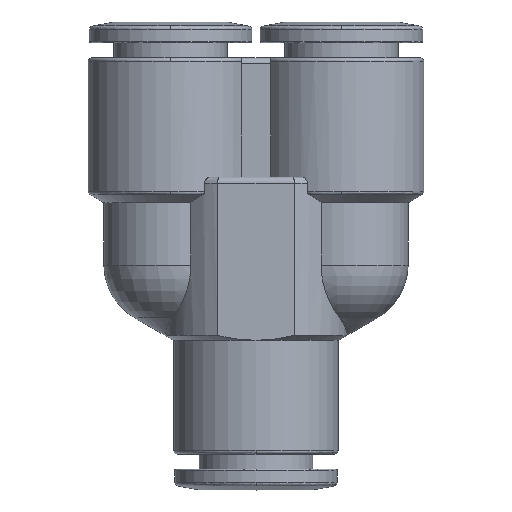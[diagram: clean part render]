
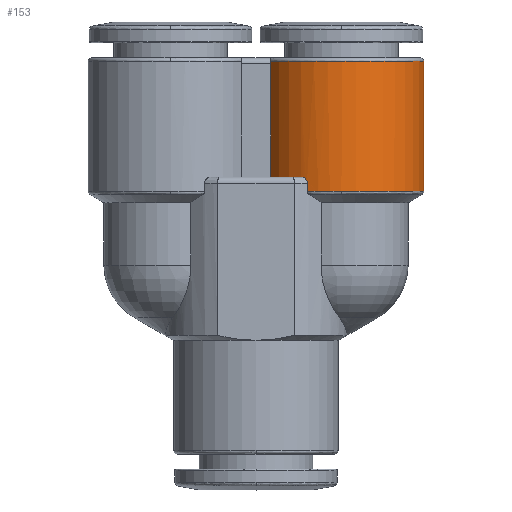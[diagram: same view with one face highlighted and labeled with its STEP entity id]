
A CAD part, top view. The second image highlights one B-rep face of the part: STEP entity #153.
In plain terms, the highlighted cylindrical face has radius 6.8 mm (diameter 13.6 mm), a partial arc.
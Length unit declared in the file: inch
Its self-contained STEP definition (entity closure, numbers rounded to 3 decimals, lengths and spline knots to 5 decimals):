
#31 = CARTESIAN_POINT ( 'NONE',  ( 0.04803, 0.90099, 0.1378 ) ) ;
#75 = CARTESIAN_POINT ( 'NONE',  ( 0.14649, 0.53031, 0.23344 ) ) ;
#78 = CARTESIAN_POINT ( 'NONE',  ( 0.54528, 0.69496, 0. ) ) ;
#153 = ADVANCED_FACE ( 'NONE', ( #1454 ), #3314, .T. ) ;
#285 = CARTESIAN_POINT ( 'NONE',  ( 0.04803, 0.69496, 0.1378 ) ) ;
#306 = DIRECTION ( 'NONE',  ( 1., 0., 0. ) ) ;
#418 = DIRECTION ( 'NONE',  ( 1., 0., 0. ) ) ;
#433 = VERTEX_POINT ( 'NONE', #1360 ) ;
#465 = VERTEX_POINT ( 'NONE', #75 ) ;
#480 = ORIENTED_EDGE ( 'NONE', *, *, #1011, .F. ) ;
#534 = EDGE_CURVE ( 'NONE', #1610, #1756, #3425, .T. ) ;
#547 = VERTEX_POINT ( 'NONE', #1466 ) ;
#592 = EDGE_CURVE ( 'NONE', #433, #1133, #959, .T. ) ;
#711 = VERTEX_POINT ( 'NONE', #1452 ) ;
#785 = DIRECTION ( 'NONE',  ( 0., 1., 0. ) ) ;
#876 = AXIS2_PLACEMENT_3D ( 'NONE', #2927, #4397, #306 ) ;
#878 = EDGE_CURVE ( 'NONE', #1610, #711, #4608, .T. ) ;
#935 = CIRCLE ( 'NONE', #2241, 0.26772 ) ;
#959 = CIRCLE ( 'NONE', #3805, 0.26772 ) ;
#1011 = EDGE_CURVE ( 'NONE', #2775, #433, #3278, .T. ) ;
#1036 = EDGE_CURVE ( 'NONE', #1133, #2251, #4754, .T. ) ;
#1059 = LINE ( 'NONE', #285, #4489 ) ;
#1070 = DIRECTION ( 'NONE',  ( 0., -1., 0. ) ) ;
#1133 = VERTEX_POINT ( 'NONE', #1143 ) ;
#1143 = CARTESIAN_POINT ( 'NONE',  ( 0.54528, 0.90612, 0. ) ) ;
#1161 = DIRECTION ( 'NONE',  ( 0., 1., 0. ) ) ;
#1225 = CARTESIAN_POINT ( 'NONE',  ( 0.27756, 0.90612, 0. ) ) ;
#1291 = ORIENTED_EDGE ( 'NONE', *, *, #4075, .T. ) ;
#1360 = CARTESIAN_POINT ( 'NONE',  ( 0.04705, 0.90612, 0.13615 ) ) ;
#1387 = DIRECTION ( 'NONE',  ( 0., -1., 0. ) ) ;
#1449 = CARTESIAN_POINT ( 'NONE',  ( 0.04768, 0.90367, 0.13722 ) ) ;
#1452 = CARTESIAN_POINT ( 'NONE',  ( 0.16673, 0.51063, 0.2437 ) ) ;
#1454 = FACE_OUTER_BOUND ( 'NONE', #4386, .T. ) ;
#1466 = CARTESIAN_POINT ( 'NONE',  ( 0.04803, 0.53031, 0.1378 ) ) ;
#1470 = CARTESIAN_POINT ( 'NONE',  ( 0.04803, 0.89825, 0.1378 ) ) ;
#1600 = DIRECTION ( 'NONE',  ( 0., 1., 0. ) ) ;
#1610 = VERTEX_POINT ( 'NONE', #3418 ) ;
#1625 = CARTESIAN_POINT ( 'NONE',  ( 0.27756, 0.53031, 0. ) ) ;
#1743 = DIRECTION ( 'NONE',  ( 1., 0., 0. ) ) ;
#1756 = VERTEX_POINT ( 'NONE', #3221 ) ;
#1835 = CARTESIAN_POINT ( 'NONE',  ( 0.04705, 0.90612, 0.13615 ) ) ;
#2148 = CARTESIAN_POINT ( 'NONE',  ( 0.04803, 0.89825, 0.1378 ) ) ;
#2186 = AXIS2_PLACEMENT_3D ( 'NONE', #3667, #1161, #418 ) ;
#2241 = AXIS2_PLACEMENT_3D ( 'NONE', #3351, #3711, #1743 ) ;
#2251 = VERTEX_POINT ( 'NONE', #3760 ) ;
#2298 = DIRECTION ( 'NONE',  ( 1., 0., 0. ) ) ;
#2438 = CARTESIAN_POINT ( 'NONE',  ( 0.15137, 0.53031, 0.23618 ) ) ;
#2547 = ORIENTED_EDGE ( 'NONE', *, *, #4390, .T. ) ;
#2651 = VECTOR ( 'NONE', #1600, 39.37008 ) ;
#2775 = VERTEX_POINT ( 'NONE', #2148 ) ;
#2927 = CARTESIAN_POINT ( 'NONE',  ( 0.27756, 0.69496, 0. ) ) ;
#3087 = ORIENTED_EDGE ( 'NONE', *, *, #4660, .T. ) ;
#3111 = CARTESIAN_POINT ( 'NONE',  ( 0.16673, 0.51063, 0.2437 ) ) ;
#3112 = CARTESIAN_POINT ( 'NONE',  ( 0.16673, 0.26516, 0.2437 ) ) ;
#3138 = EDGE_CURVE ( 'NONE', #465, #711, #3771, .T. ) ;
#3182 = CARTESIAN_POINT ( 'NONE',  ( 0.16609, 0.51616, 0.24341 ) ) ;
#3198 = VECTOR ( 'NONE', #1070, 39.37008 ) ;
#3221 = CARTESIAN_POINT ( 'NONE',  ( 0.27756, 0.48381, 0.26772 ) ) ;
#3278 = B_SPLINE_CURVE_WITH_KNOTS ( 'NONE', 3,
 ( #1470, #31, #1449, #1835 ),
 .UNSPECIFIED., .F., .F.,
 ( 4, 4 ),
 ( 0., 0.00021 ),
 .UNSPECIFIED. ) ;
#3314 = CYLINDRICAL_SURFACE ( 'NONE', #876, 0.26772 ) ;
#3341 = ORIENTED_EDGE ( 'NONE', *, *, #1036, .F. ) ;
#3351 = CARTESIAN_POINT ( 'NONE',  ( 0.27756, 0.48381, 0. ) ) ;
#3418 = CARTESIAN_POINT ( 'NONE',  ( 0.16673, 0.48381, 0.2437 ) ) ;
#3425 = CIRCLE ( 'NONE', #2186, 0.26772 ) ;
#3618 = ORIENTED_EDGE ( 'NONE', *, *, #534, .T. ) ;
#3667 = CARTESIAN_POINT ( 'NONE',  ( 0.27756, 0.48381, 0. ) ) ;
#3690 = ORIENTED_EDGE ( 'NONE', *, *, #3138, .T. ) ;
#3711 = DIRECTION ( 'NONE',  ( 0., 1., 0. ) ) ;
#3760 = CARTESIAN_POINT ( 'NONE',  ( 0.54528, 0.48381, 0. ) ) ;
#3771 = B_SPLINE_CURVE_WITH_KNOTS ( 'NONE', 3,
 ( #4266, #2438, #3907, #4241, #3927, #3182, #3836, #3111 ),
 .UNSPECIFIED., .F., .F.,
 ( 4, 2, 2, 4 ),
 ( 0., 0.00042, 0.00063, 0.00084 ),
 .UNSPECIFIED. ) ;
#3782 = AXIS2_PLACEMENT_3D ( 'NONE', #1625, #785, #2298 ) ;
#3796 = DIRECTION ( 'NONE',  ( 0., 0., -1. ) ) ;
#3805 = AXIS2_PLACEMENT_3D ( 'NONE', #1225, #4154, #3796 ) ;
#3836 = CARTESIAN_POINT ( 'NONE',  ( 0.16673, 0.51344, 0.2437 ) ) ;
#3907 = CARTESIAN_POINT ( 'NONE',  ( 0.15624, 0.52852, 0.23869 ) ) ;
#3927 = CARTESIAN_POINT ( 'NONE',  ( 0.16374, 0.52115, 0.24232 ) ) ;
#4075 = EDGE_CURVE ( 'NONE', #2775, #547, #1059, .T. ) ;
#4154 = DIRECTION ( 'NONE',  ( 0., 1., 0. ) ) ;
#4241 = CARTESIAN_POINT ( 'NONE',  ( 0.16211, 0.52326, 0.24155 ) ) ;
#4266 = CARTESIAN_POINT ( 'NONE',  ( 0.14649, 0.53031, 0.23344 ) ) ;
#4386 = EDGE_LOOP ( 'NONE', ( #3341, #4392, #480, #1291, #3087, #3690, #4529, #3618, #2547 ) ) ;
#4390 = EDGE_CURVE ( 'NONE', #1756, #2251, #935, .T. ) ;
#4392 = ORIENTED_EDGE ( 'NONE', *, *, #592, .F. ) ;
#4397 = DIRECTION ( 'NONE',  ( 0., -1., 0. ) ) ;
#4401 = CIRCLE ( 'NONE', #3782, 0.26772 ) ;
#4489 = VECTOR ( 'NONE', #1387, 39.37008 ) ;
#4529 = ORIENTED_EDGE ( 'NONE', *, *, #878, .F. ) ;
#4608 = LINE ( 'NONE', #3112, #2651 ) ;
#4660 = EDGE_CURVE ( 'NONE', #547, #465, #4401, .T. ) ;
#4754 = LINE ( 'NONE', #78, #3198 ) ;
